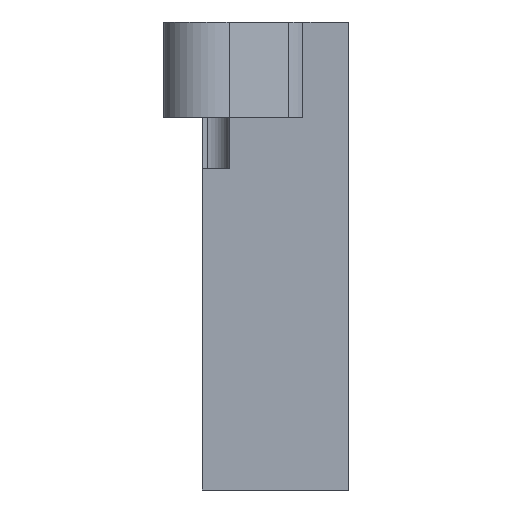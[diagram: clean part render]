
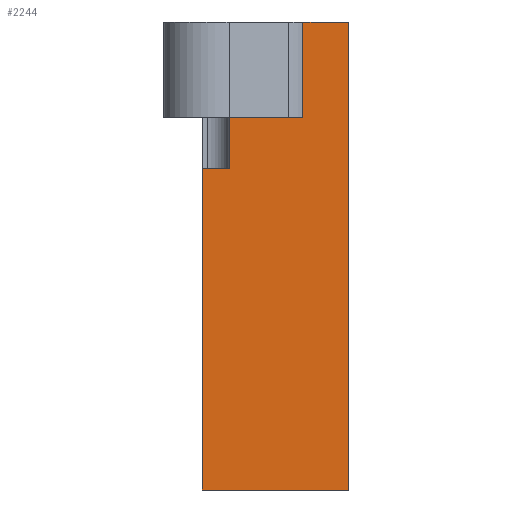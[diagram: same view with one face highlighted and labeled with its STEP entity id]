
A CAD part, left-side view. The second image highlights one B-rep face of the part: STEP entity #2244.
In plain terms, the highlighted planar face has unit normal (-1, 0, 0).
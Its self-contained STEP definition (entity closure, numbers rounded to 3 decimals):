
#56 = VECTOR ( 'NONE', #1313, 1000. ) ;
#74 = ORIENTED_EDGE ( 'NONE', *, *, #302, .F. ) ;
#108 = VERTEX_POINT ( 'NONE', #801 ) ;
#137 = LINE ( 'NONE', #1189, #1997 ) ;
#147 = DIRECTION ( 'NONE',  ( 0., 0., -1. ) ) ;
#224 = LINE ( 'NONE', #1522, #2410 ) ;
#236 = VECTOR ( 'NONE', #2739, 1000. ) ;
#253 = CARTESIAN_POINT ( 'NONE',  ( -5., 10., 6. ) ) ;
#298 = CARTESIAN_POINT ( 'NONE',  ( -5., 0., 16. ) ) ;
#299 = ORIENTED_EDGE ( 'NONE', *, *, #2186, .F. ) ;
#302 = EDGE_CURVE ( 'NONE', #1456, #838, #1524, .T. ) ;
#424 = DIRECTION ( 'NONE',  ( 0., -1., 0. ) ) ;
#426 = DIRECTION ( 'NONE',  ( 0., 0., -1. ) ) ;
#518 = EDGE_CURVE ( 'NONE', #712, #2033, #137, .T. ) ;
#613 = ORIENTED_EDGE ( 'NONE', *, *, #518, .F. ) ;
#703 = CARTESIAN_POINT ( 'NONE',  ( -5., 3.114, 16. ) ) ;
#712 = VERTEX_POINT ( 'NONE', #1495 ) ;
#713 = DIRECTION ( 'NONE',  ( 0., -1., 0. ) ) ;
#736 = DIRECTION ( 'NONE',  ( 0., -1., 0. ) ) ;
#801 = CARTESIAN_POINT ( 'NONE',  ( -5., 10., -16. ) ) ;
#809 = ORIENTED_EDGE ( 'NONE', *, *, #2646, .T. ) ;
#838 = VERTEX_POINT ( 'NONE', #2605 ) ;
#927 = LINE ( 'NONE', #936, #2708 ) ;
#936 = CARTESIAN_POINT ( 'NONE',  ( -5., 10., 16. ) ) ;
#1046 = VECTOR ( 'NONE', #2584, 1000. ) ;
#1096 = EDGE_CURVE ( 'NONE', #2794, #2033, #2487, .T. ) ;
#1144 = VERTEX_POINT ( 'NONE', #2153 ) ;
#1189 = CARTESIAN_POINT ( 'NONE',  ( -5., 10., 9.5 ) ) ;
#1232 = EDGE_CURVE ( 'NONE', #712, #838, #2558, .T. ) ;
#1267 = LINE ( 'NONE', #1695, #2446 ) ;
#1287 = EDGE_LOOP ( 'NONE', ( #1390, #1316, #613, #2543, #74, #299, #809, #1836 ) ) ;
#1313 = DIRECTION ( 'NONE',  ( 0., 0., 1. ) ) ;
#1316 = ORIENTED_EDGE ( 'NONE', *, *, #1096, .T. ) ;
#1390 = ORIENTED_EDGE ( 'NONE', *, *, #1577, .F. ) ;
#1419 = CARTESIAN_POINT ( 'NONE',  ( -5., 3.114, -16. ) ) ;
#1456 = VERTEX_POINT ( 'NONE', #253 ) ;
#1470 = CARTESIAN_POINT ( 'NONE',  ( -5., 10., 6. ) ) ;
#1480 = FACE_OUTER_BOUND ( 'NONE', #1287, .T. ) ;
#1495 = CARTESIAN_POINT ( 'NONE',  ( -5., 8.15, 9.5 ) ) ;
#1522 = CARTESIAN_POINT ( 'NONE',  ( -5., 10., -16. ) ) ;
#1524 = LINE ( 'NONE', #1470, #1046 ) ;
#1577 = EDGE_CURVE ( 'NONE', #2794, #2065, #927, .T. ) ;
#1630 = VECTOR ( 'NONE', #147, 1000. ) ;
#1640 = AXIS2_PLACEMENT_3D ( 'NONE', #1889, #1905, #426 ) ;
#1695 = CARTESIAN_POINT ( 'NONE',  ( -5., 10., -16. ) ) ;
#1836 = ORIENTED_EDGE ( 'NONE', *, *, #1957, .T. ) ;
#1889 = CARTESIAN_POINT ( 'NONE',  ( -5., 10., -16. ) ) ;
#1905 = DIRECTION ( 'NONE',  ( 1., 0., 0. ) ) ;
#1957 = EDGE_CURVE ( 'NONE', #1144, #2065, #2596, .T. ) ;
#1990 = CARTESIAN_POINT ( 'NONE',  ( -5., 0., -16. ) ) ;
#1997 = VECTOR ( 'NONE', #736, 1000. ) ;
#2033 = VERTEX_POINT ( 'NONE', #2059 ) ;
#2059 = CARTESIAN_POINT ( 'NONE',  ( -5., 3.114, 9.5 ) ) ;
#2065 = VERTEX_POINT ( 'NONE', #298 ) ;
#2153 = CARTESIAN_POINT ( 'NONE',  ( -5., 0., -16. ) ) ;
#2186 = EDGE_CURVE ( 'NONE', #108, #1456, #1267, .T. ) ;
#2244 = ADVANCED_FACE ( 'NONE', ( #1480 ), #2357, .F. ) ;
#2325 = DIRECTION ( 'NONE',  ( 0., 0., 1. ) ) ;
#2357 = PLANE ( 'NONE',  #1640 ) ;
#2410 = VECTOR ( 'NONE', #424, 1000. ) ;
#2446 = VECTOR ( 'NONE', #2325, 1000. ) ;
#2487 = LINE ( 'NONE', #1419, #1630 ) ;
#2543 = ORIENTED_EDGE ( 'NONE', *, *, #1232, .T. ) ;
#2558 = LINE ( 'NONE', #2773, #236 ) ;
#2584 = DIRECTION ( 'NONE',  ( 0., -1., 0. ) ) ;
#2596 = LINE ( 'NONE', #1990, #56 ) ;
#2605 = CARTESIAN_POINT ( 'NONE',  ( -5., 8.15, 6. ) ) ;
#2646 = EDGE_CURVE ( 'NONE', #108, #1144, #224, .T. ) ;
#2708 = VECTOR ( 'NONE', #713, 1000. ) ;
#2739 = DIRECTION ( 'NONE',  ( 0., 0., -1. ) ) ;
#2773 = CARTESIAN_POINT ( 'NONE',  ( -5., 8.15, 6. ) ) ;
#2794 = VERTEX_POINT ( 'NONE', #703 ) ;
